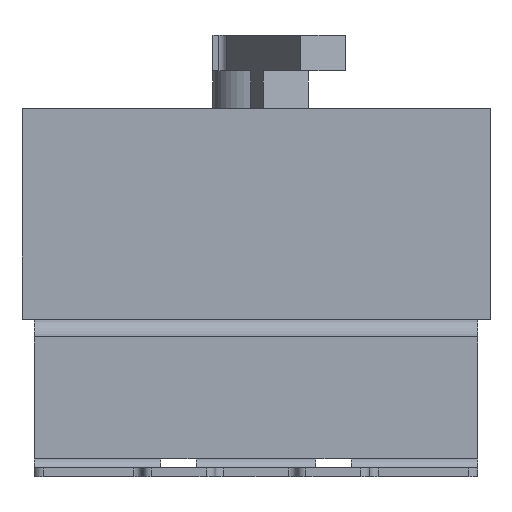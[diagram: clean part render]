
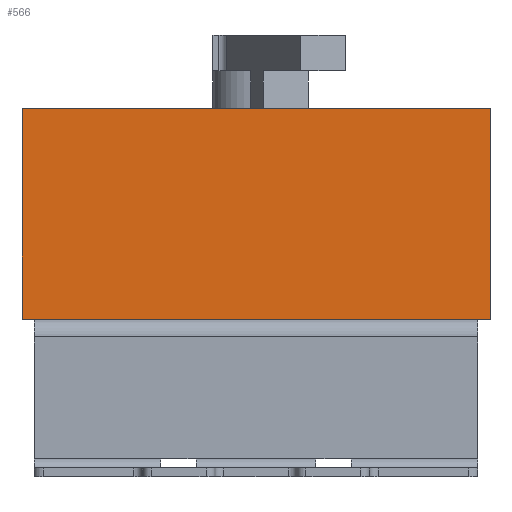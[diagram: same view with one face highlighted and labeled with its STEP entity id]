
A CAD part, front view. The second image highlights one B-rep face of the part: STEP entity #566.
In plain terms, the highlighted planar face has unit normal (0, -1, 0).
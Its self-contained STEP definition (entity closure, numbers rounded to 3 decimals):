
#25 = ORIENTED_EDGE ( 'NONE', *, *, #4408, .F. ) ;
#85 = VERTEX_POINT ( 'NONE', #3416 ) ;
#553 = FACE_OUTER_BOUND ( 'NONE', #1818, .T. ) ;
#566 = ADVANCED_FACE ( 'NONE', ( #553 ), #1930, .F. ) ;
#817 = DIRECTION ( 'NONE',  ( 0., 0., -1. ) ) ;
#1093 = DIRECTION ( 'NONE',  ( 0., 0., -1. ) ) ;
#1221 = VECTOR ( 'NONE', #1315, 1000. ) ;
#1315 = DIRECTION ( 'NONE',  ( 1., 0., 0. ) ) ;
#1403 = DIRECTION ( 'NONE',  ( -1., 0., 0. ) ) ;
#1499 = VERTEX_POINT ( 'NONE', #5247 ) ;
#1676 = VERTEX_POINT ( 'NONE', #2535 ) ;
#1818 = EDGE_LOOP ( 'NONE', ( #3389, #25, #4007, #2331 ) ) ;
#1819 = AXIS2_PLACEMENT_3D ( 'NONE', #2283, #4265, #1403 ) ;
#1930 = PLANE ( 'NONE',  #1819 ) ;
#2283 = CARTESIAN_POINT ( 'NONE',  ( 52.75, -56., 23.75 ) ) ;
#2331 = ORIENTED_EDGE ( 'NONE', *, *, #4843, .T. ) ;
#2348 = CARTESIAN_POINT ( 'NONE',  ( 52.75, -56., 23.75 ) ) ;
#2461 = LINE ( 'NONE', #3333, #3155 ) ;
#2535 = CARTESIAN_POINT ( 'NONE',  ( -52.75, -56., -23.75 ) ) ;
#2605 = VECTOR ( 'NONE', #1093, 1000. ) ;
#3155 = VECTOR ( 'NONE', #3858, 1000. ) ;
#3333 = CARTESIAN_POINT ( 'NONE',  ( 52.75, -56., -23.75 ) ) ;
#3389 = ORIENTED_EDGE ( 'NONE', *, *, #4474, .T. ) ;
#3396 = LINE ( 'NONE', #5257, #2605 ) ;
#3416 = CARTESIAN_POINT ( 'NONE',  ( 52.75, -56., 23.75 ) ) ;
#3540 = CARTESIAN_POINT ( 'NONE',  ( 52.75, -56., -23.75 ) ) ;
#3581 = VERTEX_POINT ( 'NONE', #3540 ) ;
#3730 = CARTESIAN_POINT ( 'NONE',  ( 52.75, -56., 23.75 ) ) ;
#3858 = DIRECTION ( 'NONE',  ( 1., 0., 0. ) ) ;
#3918 = EDGE_CURVE ( 'NONE', #1499, #85, #5115, .T. ) ;
#4007 = ORIENTED_EDGE ( 'NONE', *, *, #3918, .F. ) ;
#4265 = DIRECTION ( 'NONE',  ( 0., 1., 0. ) ) ;
#4408 = EDGE_CURVE ( 'NONE', #85, #3581, #4985, .T. ) ;
#4474 = EDGE_CURVE ( 'NONE', #1676, #3581, #2461, .T. ) ;
#4843 = EDGE_CURVE ( 'NONE', #1499, #1676, #3396, .T. ) ;
#4985 = LINE ( 'NONE', #3730, #5207 ) ;
#5115 = LINE ( 'NONE', #2348, #1221 ) ;
#5207 = VECTOR ( 'NONE', #817, 1000. ) ;
#5247 = CARTESIAN_POINT ( 'NONE',  ( -52.75, -56., 23.75 ) ) ;
#5257 = CARTESIAN_POINT ( 'NONE',  ( -52.75, -56., 23.75 ) ) ;
